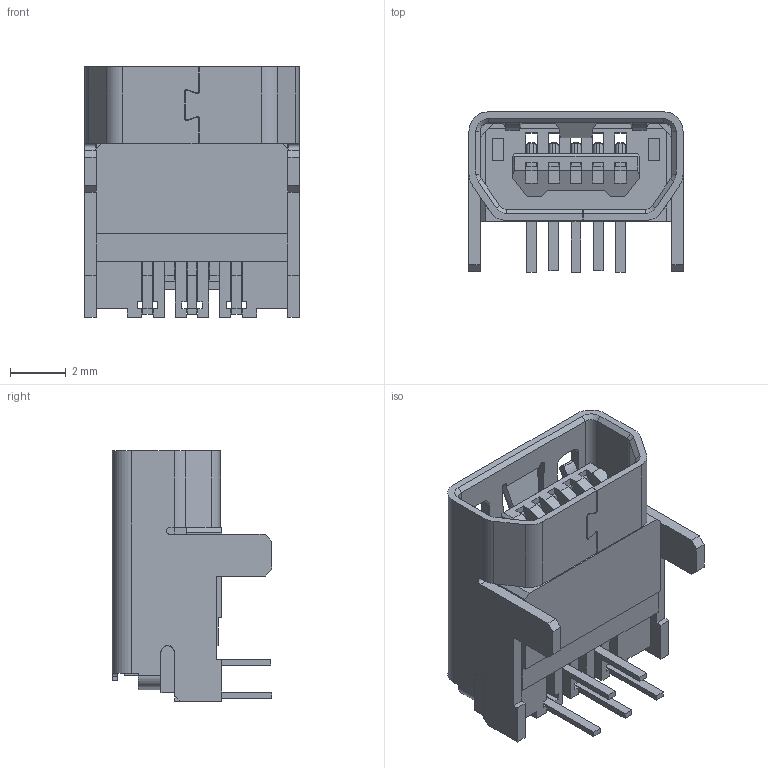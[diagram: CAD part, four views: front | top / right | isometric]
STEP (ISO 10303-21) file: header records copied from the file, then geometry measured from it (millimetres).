
FILE_DESCRIPTION((''),'2;1');
FILE_NAME('565790519','2014-03-11T',('me'),(''),'PRO/ENGINEER BY PARAMETRIC TECHNOLOGY CORPORATION, 2011490','PRO/ENGINEER BY PARAMETRIC TECHNOLOGY CORPORATION, 2011490','');
FILE_SCHEMA(('CONFIG_CONTROL_DESIGN'));
Length unit declared in the file: millimetre
Products named in the file (1): 565790519
Bounding box: 7.7 x 5.75 x 9 mm (x, y, z)
Volume: 138.5 mm3; surface area: 598.4 mm2
Topology: 1 solids, 1 shells, 617 faces, 1764 edges, 1126 vertices
Faces by surface type: plane 462, cylinder 119, bspline 20, torus 10, cone 6
Entity records: 20656 total; most frequent: CARTESIAN_POINT 4584, ORIENTED_EDGE 3492, DIRECTION 3104, EDGE_CURVE 1746, VECTOR 1464, LINE 1464, VERTEX_POINT 1108, AXIS2_PLACEMENT_3D 820
